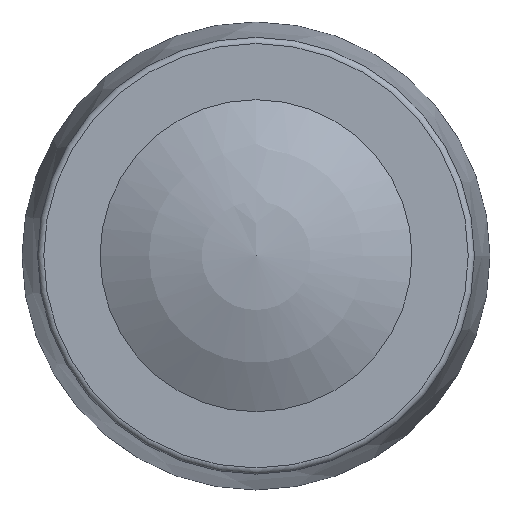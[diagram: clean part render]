
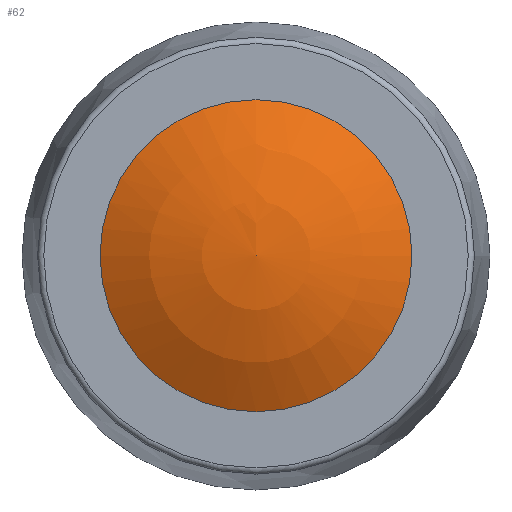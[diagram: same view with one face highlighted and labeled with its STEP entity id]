
A CAD part, top view. The second image highlights one B-rep face of the part: STEP entity #62.
In plain terms, the highlighted spherical face has radius 9.629 mm.
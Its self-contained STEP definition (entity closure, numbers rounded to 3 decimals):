
#62 = ADVANCED_FACE( '', ( #131 ), #132, .T. );
#131 = FACE_OUTER_BOUND( '', #193, .T. );
#132 = SPHERICAL_SURFACE( '', #194, 9.629 );
#193 = EDGE_LOOP( '', ( #273 ) );
#194 = AXIS2_PLACEMENT_3D( '', #274, #275, #276 );
#273 = ORIENTED_EDGE( '', *, *, #298, .T. );
#274 = CARTESIAN_POINT( '', ( 0., 0., 4.371 ) );
#275 = DIRECTION( '', ( 0., 0., 1. ) );
#276 = DIRECTION( '', ( 0., 1., 0. ) );
#298 = EDGE_CURVE( '', #333, #333, #334, .T. );
#333 = VERTEX_POINT( '', #373 );
#334 = CIRCLE( '', #374, 5. );
#373 = CARTESIAN_POINT( '', ( 5., 0., 12.6 ) );
#374 = AXIS2_PLACEMENT_3D( '', #415, #416, #417 );
#415 = CARTESIAN_POINT( '', ( 0., 0., 12.6 ) );
#416 = DIRECTION( '', ( 0., 0., 1. ) );
#417 = DIRECTION( '', ( 1., 0., 0. ) );
